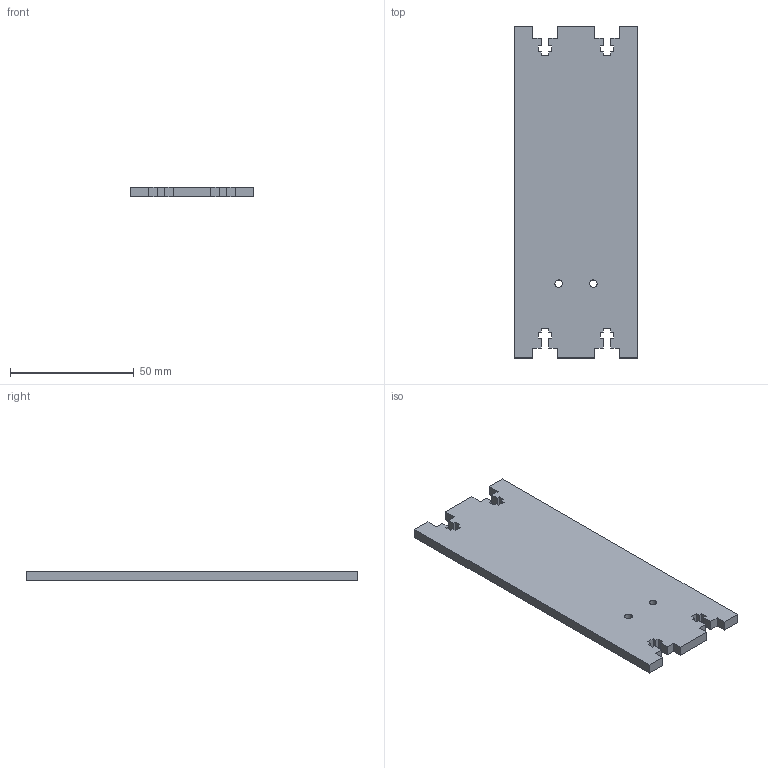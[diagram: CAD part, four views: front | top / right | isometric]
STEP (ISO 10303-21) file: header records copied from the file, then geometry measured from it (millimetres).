
FILE_DESCRIPTION (( 'STEP AP214' ), '1' );
FILE_NAME ('???????5.STEP', '2024-05-25T08:44:04', ( '' ), ( '' ), 'SwSTEP 2.0', 'SolidWorks 2022', '' );
FILE_SCHEMA (( 'AUTOMOTIVE_DESIGN' ));
Length unit declared in the file: millimetre
Products named in the file (1): ตัวกลาง5
Bounding box: 50 x 134 x 4 mm (x, y, z)
Volume: 25567.5 mm3; surface area: 14795.1 mm2
Topology: 1 solids, 1 shells, 74 faces, 216 edges, 144 vertices
Faces by surface type: plane 70, cylinder 4
Entity records: 2450 total; most frequent: CARTESIAN_POINT 435, ORIENTED_EDGE 432, DIRECTION 374, EDGE_CURVE 216, LINE 208, VECTOR 208, VERTEX_POINT 144, AXIS2_PLACEMENT_3D 83
